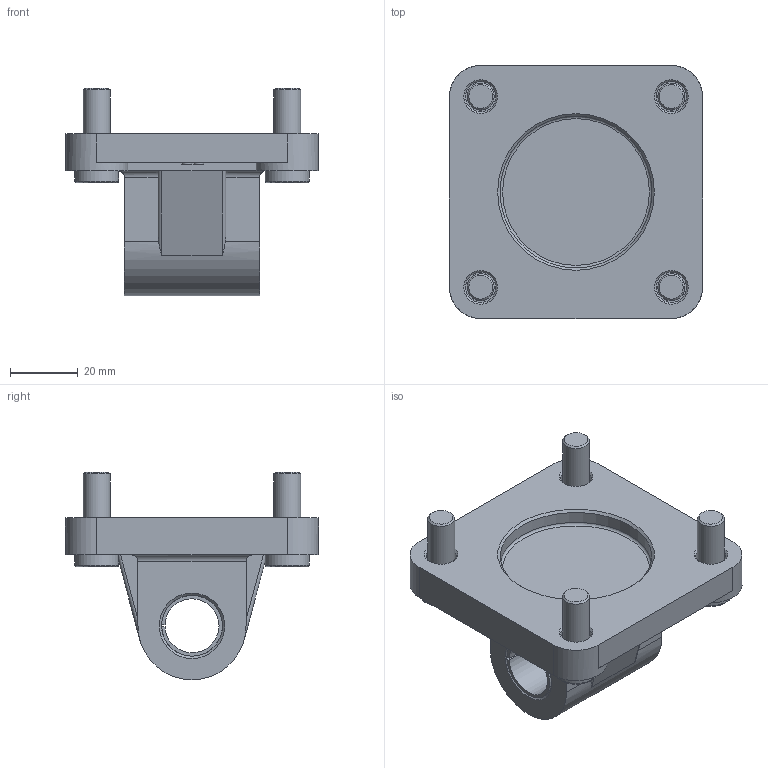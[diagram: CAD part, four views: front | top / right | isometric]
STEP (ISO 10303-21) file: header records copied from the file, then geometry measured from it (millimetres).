
FILE_DESCRIPTION((''),'2;1');
FILE_NAME('CERM63X.stp','2014-09-25T14:44:17',('pc6'),(''),'Autodesk Inventor 2011','Autodesk Inventor 2011','');
FILE_SCHEMA(('AUTOMOTIVE_DESIGN { 1 0 10303 214 1 1 1 1 }'));
Length unit declared in the file: millimetre
Products named in the file (4): CERM63X; CERM63X_1; BUSSOLA_CERF63X; VM820
Assembly tree (7 placements, depth 2):
  CERM63X
    CERM63X_1
    BUSSOLA_CERF63X  x2
    VM820  x4
Bounding box: 75 x 75 x 61.5 mm (x, y, z)
Volume: 90449.2 mm3; surface area: 29668.4 mm2
Topology: 7 solids, 7 shells, 296 faces, 742 edges, 484 vertices
Faces by surface type: plane 160, bspline 65, cylinder 39, cone 27, torus 5
Full cylindrical faces by diameter (mm): 8 x4, 9 x4, 13 x4, 15 x4, 18 x1, 45 x1
Entity records: 7420 total; most frequent: CARTESIAN_POINT 2304, ORIENTED_EDGE 1086, DIRECTION 830, EDGE_CURVE 543, VERTEX_POINT 375, VECTOR 310, LINE 310, EDGE_LOOP 290
